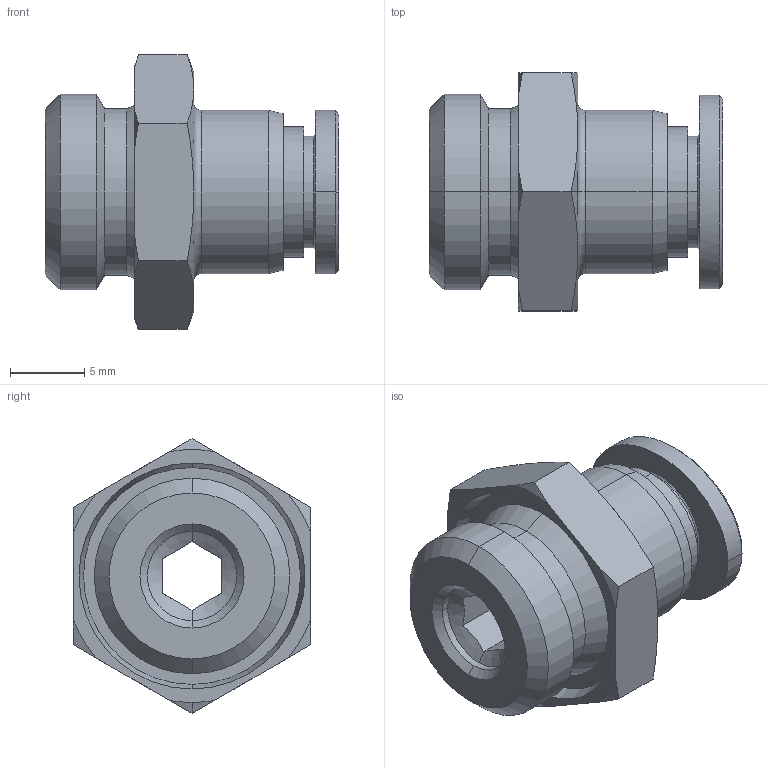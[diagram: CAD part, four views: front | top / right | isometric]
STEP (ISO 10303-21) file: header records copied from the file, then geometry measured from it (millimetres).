
FILE_DESCRIPTION (( 'STEP AP214' ), '1' );
FILE_NAME ('PC06-G02.stp', '2015-10-22T12:57:29', ( '' ), ( '' ), 'SwSTEP 2.0', 'SolidWorks 2015', '' );
FILE_SCHEMA (( 'AUTOMOTIVE_DESIGN' ));
Length unit declared in the file: millimetre
Products named in the file (2): PC06-G02; ｦ+ﾃｦ1
Assembly tree (1 placements, depth 2):
  PC06-G02
    ｦ+ﾃｦ1
Bounding box: 19.75 x 16 x 18.48 mm (x, y, z)
Volume: 1853.5 mm3; surface area: 1747.3 mm2
Topology: 1 solids, 1 shells, 272 faces, 731 edges, 478 vertices
Faces by surface type: plane 185, bspline 32, cone 30, cylinder 23, torus 2
Entity records: 10346 total; most frequent: CARTESIAN_POINT 3129, ORIENTED_EDGE 1462, DIRECTION 1193, EDGE_CURVE 731, LINE 545, VECTOR 545, VERTEX_POINT 478, AXIS2_PLACEMENT_3D 324
